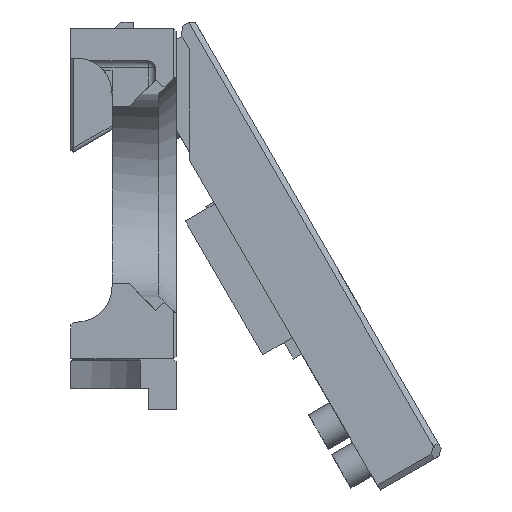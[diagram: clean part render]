
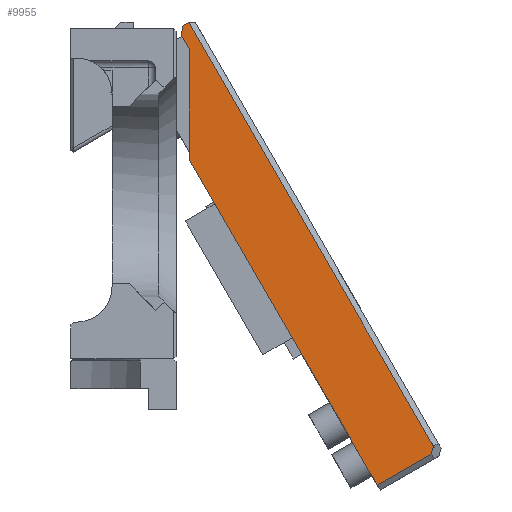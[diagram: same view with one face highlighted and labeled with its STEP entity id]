
A CAD part, front view. The second image highlights one B-rep face of the part: STEP entity #9955.
In plain terms, the highlighted face is planar.
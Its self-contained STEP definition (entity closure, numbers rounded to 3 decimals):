
#619=PLANE('',#10875);
#1179=FACE_OUTER_BOUND('',#1796,.T.);
#1796=EDGE_LOOP('',(#9250,#9251,#9252,#9253,#9254,#9255,#9256,#9257));
#2731=LINE('',#17559,#3764);
#2737=LINE('',#17570,#3770);
#2742=LINE('',#17579,#3775);
#2748=LINE('',#17591,#3781);
#2778=LINE('',#17658,#3811);
#2788=LINE('',#17680,#3821);
#2790=LINE('',#17683,#3823);
#2830=LINE('',#17763,#3863);
#3764=VECTOR('',#13464,10.);
#3770=VECTOR('',#13472,10.);
#3775=VECTOR('',#13479,10.);
#3781=VECTOR('',#13491,10.);
#3811=VECTOR('',#13539,10.);
#3821=VECTOR('',#13553,10.);
#3823=VECTOR('',#13557,10.);
#3863=VECTOR('',#13641,10.);
#4984=VERTEX_POINT('',#17555);
#4986=VERTEX_POINT('',#17558);
#4990=VERTEX_POINT('',#17568);
#4993=VERTEX_POINT('',#17577);
#4996=VERTEX_POINT('',#17589);
#5024=VERTEX_POINT('',#17656);
#5033=VERTEX_POINT('',#17677);
#5034=VERTEX_POINT('',#17679);
#6355=EDGE_CURVE('',#4984,#4986,#2731,.T.);
#6361=EDGE_CURVE('',#4990,#4984,#2737,.T.);
#6366=EDGE_CURVE('',#4990,#4993,#2742,.T.);
#6372=EDGE_CURVE('',#4996,#4993,#2748,.T.);
#6405=EDGE_CURVE('',#4996,#5024,#2778,.T.);
#6416=EDGE_CURVE('',#5034,#5033,#2788,.T.);
#6418=EDGE_CURVE('',#5024,#5034,#2790,.T.);
#6458=EDGE_CURVE('',#5033,#4986,#2830,.T.);
#9250=ORIENTED_EDGE('',*,*,#6372,.F.);
#9251=ORIENTED_EDGE('',*,*,#6405,.T.);
#9252=ORIENTED_EDGE('',*,*,#6418,.T.);
#9253=ORIENTED_EDGE('',*,*,#6416,.T.);
#9254=ORIENTED_EDGE('',*,*,#6458,.T.);
#9255=ORIENTED_EDGE('',*,*,#6355,.F.);
#9256=ORIENTED_EDGE('',*,*,#6361,.F.);
#9257=ORIENTED_EDGE('',*,*,#6366,.T.);
#9955=ADVANCED_FACE('',(#1179),#619,.F.);
#10875=AXIS2_PLACEMENT_3D('',#17762,#13639,#13640);
#13464=DIRECTION('',(0.,-0.866,0.5));
#13472=DIRECTION('',(0.,-0.174,0.985));
#13479=DIRECTION('',(0.,-0.5,-0.866));
#13491=DIRECTION('',(0.,0.,1.));
#13539=DIRECTION('',(0.,-0.5,-0.866));
#13553=DIRECTION('',(0.,-0.259,0.966));
#13557=DIRECTION('',(0.,-0.866,0.5));
#13639=DIRECTION('center_axis',(1.,0.,0.));
#13640=DIRECTION('ref_axis',(0.,0.5,0.866));
#13641=DIRECTION('',(0.,0.5,0.866));
#17555=CARTESIAN_POINT('',(-55.,-38.141,30.979));
#17558=CARTESIAN_POINT('',(-55.,-39.007,31.479));
#17559=CARTESIAN_POINT('',(-55.,-39.007,31.479));
#17568=CARTESIAN_POINT('',(-55.,-37.914,29.693));
#17570=CARTESIAN_POINT('',(-55.,-33.461,4.438));
#17577=CARTESIAN_POINT('',(-55.,-39.034,27.755));
#17579=CARTESIAN_POINT('',(-55.,-37.914,29.693));
#17589=CARTESIAN_POINT('',(-55.,-39.034,12.033));
#17591=CARTESIAN_POINT('',(-55.,-39.034,-15.977));
#17656=CARTESIAN_POINT('',(-55.,-65.807,-34.34));
#17658=CARTESIAN_POINT('',(-55.,-30.607,26.629));
#17677=CARTESIAN_POINT('',(-55.,-73.807,-28.797));
#17679=CARTESIAN_POINT('',(-55.,-73.514,-29.89));
#17680=CARTESIAN_POINT('',(-55.,-73.441,-30.163));
#17683=CARTESIAN_POINT('',(-55.,-74.207,-29.49));
#17762=CARTESIAN_POINT('Origin',(-55.,-74.607,-30.182));
#17763=CARTESIAN_POINT('',(-55.,-65.707,-14.767));
